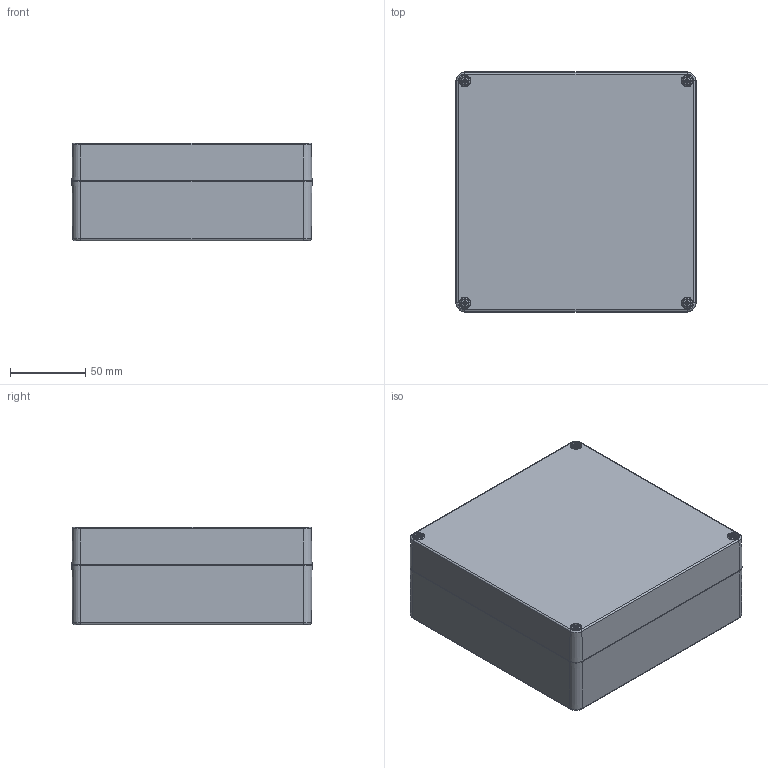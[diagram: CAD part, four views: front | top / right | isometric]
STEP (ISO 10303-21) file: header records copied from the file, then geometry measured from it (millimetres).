
FILE_DESCRIPTION(/* description */ (''),/* implementation_level */ '2;1');
FILE_NAME(/* name */ '0302105500-MBM_161665 - K _VE - Index01.stp',/* time_stamp */ '2022-05-20T10:50:07+02:00',/* author */ ('alexander.rose'),/* organization */ (''),/* preprocessor_version */ 'ST-DEVELOPER v18.1',/* originating_system */ 'Autodesk Inventor 2022',/* authorisation */ '');
FILE_SCHEMA (('AUTOMOTIVE_DESIGN { 1 0 10303 214 3 1 1 }'));
Length unit declared in the file: millimetre
Products named in the file (6): 0301105500-MBM_161665_VE - Index01; 0401105522-UT_161640_VE; 0401105501-OT_161625; xxx-O-Ring--OT--MBM-MBT_161625; 1990000007 - M4 Gewindebuchse; 1990000006 - BM4 x 32 - 11
Assembly tree (11 placements, depth 2):
  0301105500-MBM_161665_VE - Index01
    0401105522-UT_161640_VE
    0401105501-OT_161625
    xxx-O-Ring--OT--MBM-MBT_161625
    1990000007 - M4 Gewindebuchse  x4
    1990000006 - BM4 x 32 - 11  x4
Bounding box: 159.99 x 159.99 x 65.05 mm (x, y, z)
Volume: 331285.4 mm3; surface area: 205284 mm2
Topology: 11 solids, 11 shells, 1329 faces, 3045 edges, 1817 vertices
Faces by surface type: torus 390, plane 337, cone 294, cylinder 280, bspline 20, sphere 8
Full cylindrical faces by diameter (mm): 3.242 x4, 3.6 x8, 4 x4, 5 x4, 5.1 x4, 5.2 x4, 7 x4, 7.2 x4
Entity records: 33178 total; most frequent: CARTESIAN_POINT 6736, DIRECTION 6265, ORIENTED_EDGE 5062, AXIS2_PLACEMENT_3D 2706, EDGE_CURVE 2531, CIRCLE 1566, VERTEX_POINT 1493, EDGE_LOOP 1248
